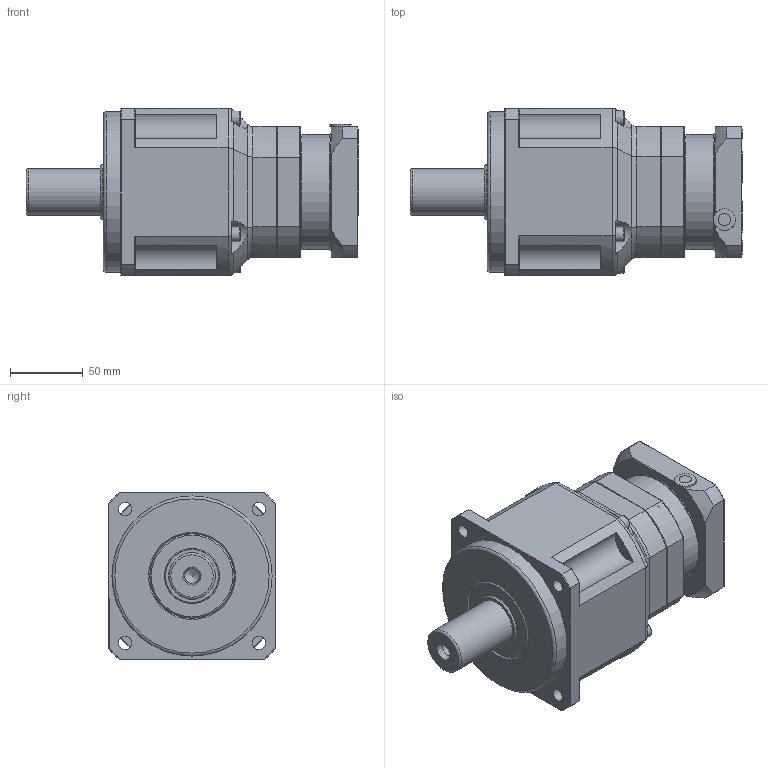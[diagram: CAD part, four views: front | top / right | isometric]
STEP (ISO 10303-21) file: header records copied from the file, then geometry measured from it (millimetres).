
FILE_DESCRIPTION(/* description */ (''),/* implementation_level */ '2;1');
FILE_NAME(/* name */ 'NP11500A2-090B-S1.stp',/* time_stamp */ '2018-08-11T14:17:22+09:00',/* author */ ('Y.J.JI'),/* organization */ (''),/* preprocessor_version */ 'ST-DEVELOPER v15.6',/* originating_system */ 'Autodesk Inventor 2015',/* authorisation */ '');
FILE_SCHEMA (('AUTOMOTIVE_DESIGN { 1 0 10303 214 3 1 1 }'));
Length unit declared in the file: millimetre
Products named in the file (1): NP11500A2-090B-S1
Bounding box: 228 x 115 x 115 mm (x, y, z)
Volume: 1212733.3 mm3; surface area: 164388.6 mm2
Topology: 2 solids, 31 shells, 558 faces, 1356 edges, 873 vertices
Faces by surface type: plane 255, cylinder 159, cone 81, torus 47, bspline 12, sphere 4
Full cylindrical faces by diameter (mm): 4.134 x10, 4.917 x9, 5 x10, 5.5 x10, 6 x5, 6.6 x5, 7 x1, 8 x1, 8.5 x11, 9 x14, 10 x5, 10.106 x1, 10.249 x1, 15 x1, 19 x1, 23 x1, 32 x1, 38 x1, 58 x3, 61 x1, 79 x1, 82 x1, 105 x1, 110 x1
Entity records: 15858 total; most frequent: CARTESIAN_POINT 3930, DIRECTION 2337, ORIENTED_EDGE 2158, EDGE_CURVE 1079, AXIS2_PLACEMENT_3D 969, EDGE_LOOP 815, VERTEX_POINT 782, FACE_OUTER_BOUND 558
